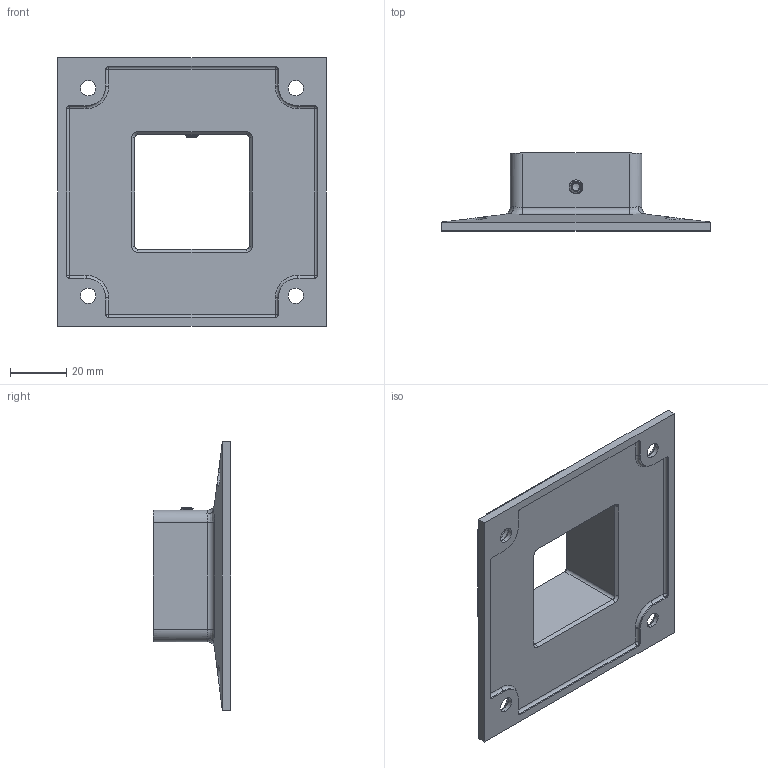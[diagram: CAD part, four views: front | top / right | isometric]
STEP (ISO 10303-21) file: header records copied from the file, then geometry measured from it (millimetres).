
FILE_DESCRIPTION (( 'STEP AP214' ), '1' );
FILE_NAME ('A-4505-040.STEP', '2021-08-25T13:07:43', ( '' ), ( '' ), 'SwSTEP 2.0', 'SolidWorks 2019', '' );
FILE_SCHEMA (( 'AUTOMOTIVE_DESIGN' ));
Length unit declared in the file: millimetre
Products named in the file (3): A-4505-040; DIN913 M5.0 L5
Assembly tree (2 placements, depth 2):
  A-4505-040
    A-4505-040
    DIN913 M5.0 L5
Bounding box: 95 x 27.5 x 95 mm (x, y, z)
Volume: 34839.6 mm3; surface area: 24256.7 mm2
Topology: 2 solids, 2 shells, 166 faces, 404 edges, 236 vertices
Faces by surface type: cylinder 64, plane 51, cone 27, bspline 12, sphere 8, torus 4
Entity records: 12190 total; most frequent: CARTESIAN_POINT 8383, ORIENTED_EDGE 792, DIRECTION 762, EDGE_CURVE 396, AXIS2_PLACEMENT_3D 288, VERTEX_POINT 236, LINE 186, VECTOR 186
